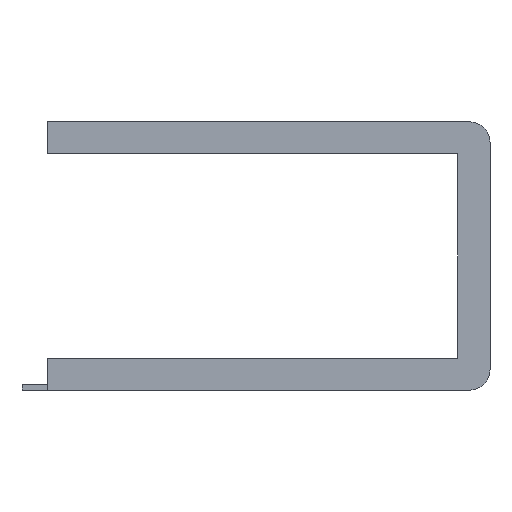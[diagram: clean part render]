
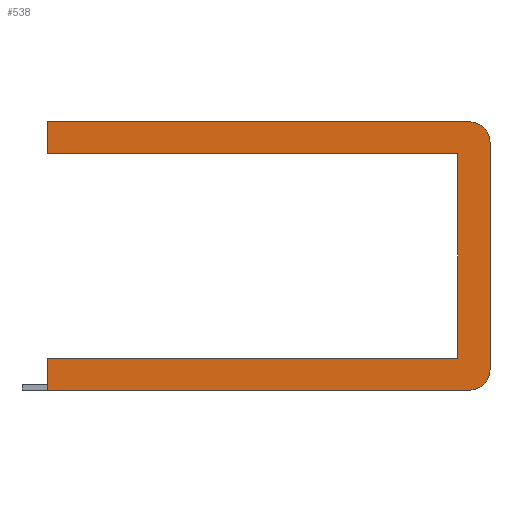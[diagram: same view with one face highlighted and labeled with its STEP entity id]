
A CAD part, front view. The second image highlights one B-rep face of the part: STEP entity #538.
In plain terms, the highlighted planar face has unit normal (0, -1, 0).
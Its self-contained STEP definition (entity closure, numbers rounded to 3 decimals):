
#15=CIRCLE('',#576,8.);
#18=CIRCLE('',#582,8.);
#30=PLANE('',#584);
#60=FACE_OUTER_BOUND('',#90,.T.);
#90=EDGE_LOOP('',(#433,#434,#435,#436,#437,#438,#439,#440,#441,#442));
#127=LINE('',#810,#195);
#141=LINE('',#841,#209);
#145=LINE('',#849,#213);
#146=LINE('',#851,#214);
#147=LINE('',#853,#215);
#148=LINE('',#855,#216);
#149=LINE('',#856,#217);
#150=LINE('',#857,#218);
#195=VECTOR('',#643,10.);
#209=VECTOR('',#667,10.);
#213=VECTOR('',#673,10.);
#214=VECTOR('',#674,10.);
#215=VECTOR('',#675,10.);
#216=VECTOR('',#676,10.);
#217=VECTOR('',#677,10.);
#218=VECTOR('',#678,10.);
#259=VERTEX_POINT('',#793);
#260=VERTEX_POINT('',#794);
#266=VERTEX_POINT('',#808);
#276=VERTEX_POINT('',#834);
#277=VERTEX_POINT('',#836);
#278=VERTEX_POINT('',#840);
#281=VERTEX_POINT('',#848);
#282=VERTEX_POINT('',#850);
#283=VERTEX_POINT('',#852);
#284=VERTEX_POINT('',#854);
#313=EDGE_CURVE('',#259,#260,#15,.T.);
#321=EDGE_CURVE('',#266,#259,#127,.T.);
#335=EDGE_CURVE('',#276,#277,#18,.T.);
#337=EDGE_CURVE('',#278,#277,#141,.T.);
#341=EDGE_CURVE('',#281,#266,#145,.T.);
#342=EDGE_CURVE('',#281,#282,#146,.T.);
#343=EDGE_CURVE('',#282,#283,#147,.T.);
#344=EDGE_CURVE('',#283,#284,#148,.T.);
#345=EDGE_CURVE('',#278,#284,#149,.T.);
#346=EDGE_CURVE('',#260,#276,#150,.T.);
#433=ORIENTED_EDGE('',*,*,#313,.F.);
#434=ORIENTED_EDGE('',*,*,#321,.F.);
#435=ORIENTED_EDGE('',*,*,#341,.F.);
#436=ORIENTED_EDGE('',*,*,#342,.T.);
#437=ORIENTED_EDGE('',*,*,#343,.T.);
#438=ORIENTED_EDGE('',*,*,#344,.T.);
#439=ORIENTED_EDGE('',*,*,#345,.F.);
#440=ORIENTED_EDGE('',*,*,#337,.T.);
#441=ORIENTED_EDGE('',*,*,#335,.F.);
#442=ORIENTED_EDGE('',*,*,#346,.F.);
#538=ADVANCED_FACE('',(#60),#30,.T.);
#576=AXIS2_PLACEMENT_3D('',#795,#631,#632);
#582=AXIS2_PLACEMENT_3D('',#837,#662,#663);
#584=AXIS2_PLACEMENT_3D('',#847,#671,#672);
#631=DIRECTION('center_axis',(0.,1.,0.));
#632=DIRECTION('ref_axis',(0.707,0.,0.707));
#643=DIRECTION('',(1.,0.,0.));
#662=DIRECTION('center_axis',(0.,1.,0.));
#663=DIRECTION('ref_axis',(0.707,0.,-0.707));
#667=DIRECTION('',(1.,0.,0.));
#671=DIRECTION('center_axis',(0.,-1.,0.));
#672=DIRECTION('ref_axis',(0.,0.,-1.));
#673=DIRECTION('',(0.,0.,1.));
#674=DIRECTION('',(1.,0.,0.));
#675=DIRECTION('',(0.,0.,-1.));
#676=DIRECTION('',(-1.,0.,0.));
#677=DIRECTION('',(0.,0.,1.));
#678=DIRECTION('',(0.,0.,-1.));
#793=CARTESIAN_POINT('',(164.25,-9.2,104.5));
#794=CARTESIAN_POINT('',(172.25,-9.2,96.5));
#795=CARTESIAN_POINT('Origin',(164.25,-9.2,96.5));
#808=CARTESIAN_POINT('',(0.,-9.2,104.5));
#810=CARTESIAN_POINT('',(0.,-9.2,104.5));
#834=CARTESIAN_POINT('',(172.25,-9.2,8.));
#836=CARTESIAN_POINT('',(164.25,-9.2,0.));
#837=CARTESIAN_POINT('Origin',(164.25,-9.2,8.));
#840=CARTESIAN_POINT('',(0.,-9.2,0.));
#841=CARTESIAN_POINT('',(0.,-9.2,0.));
#847=CARTESIAN_POINT('Origin',(0.,-9.2,104.5));
#848=CARTESIAN_POINT('',(0.,-9.2,92.));
#849=CARTESIAN_POINT('',(0.,-9.2,0.));
#850=CARTESIAN_POINT('',(159.75,-9.2,92.));
#851=CARTESIAN_POINT('',(0.,-9.2,92.));
#852=CARTESIAN_POINT('',(159.75,-9.2,12.5));
#853=CARTESIAN_POINT('',(159.75,-9.2,78.375));
#854=CARTESIAN_POINT('',(0.,-9.2,12.5));
#855=CARTESIAN_POINT('',(0.,-9.2,12.5));
#856=CARTESIAN_POINT('',(0.,-9.2,0.));
#857=CARTESIAN_POINT('',(172.25,-9.2,0.));
